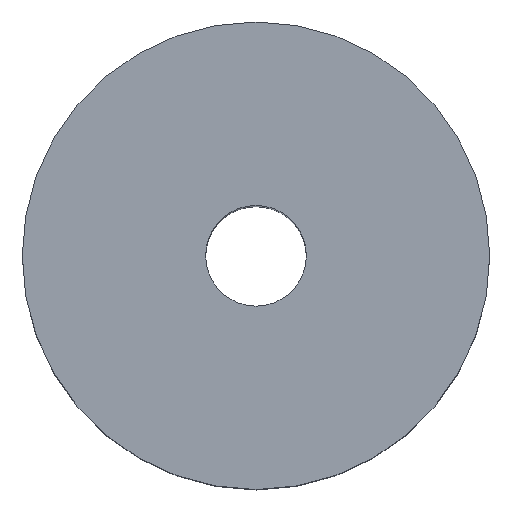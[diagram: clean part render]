
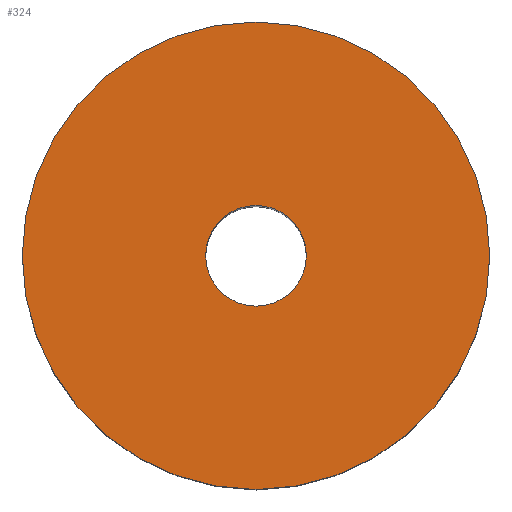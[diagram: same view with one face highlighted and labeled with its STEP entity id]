
A CAD part, top view. The second image highlights one B-rep face of the part: STEP entity #324.
In plain terms, the highlighted planar face has unit normal (0, 0, 1).
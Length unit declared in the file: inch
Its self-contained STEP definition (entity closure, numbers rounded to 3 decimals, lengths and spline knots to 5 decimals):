
#29=CARTESIAN_POINT('',(0.,0.,0.46925));
#30=DIRECTION('',(0.,0.,-1.));
#31=DIRECTION('',(0.,1.,0.));
#32=AXIS2_PLACEMENT_3D('',#29,#30,#31);
#34=CARTESIAN_POINT('',(0.,0.,0.46925));
#35=DIRECTION('',(0.,0.,1.));
#36=DIRECTION('',(0.,1.,0.));
#37=AXIS2_PLACEMENT_3D('',#34,#35,#36);
#39=CARTESIAN_POINT('',(0.,0.,0.46925));
#40=DIRECTION('',(0.,0.,1.));
#41=DIRECTION('',(0.,1.,0.));
#42=AXIS2_PLACEMENT_3D('',#39,#40,#41);
#52=CARTESIAN_POINT('',(0.,0.,0.46925));
#53=DIRECTION('',(0.,0.,-1.));
#54=DIRECTION('',(0.,1.,0.));
#55=AXIS2_PLACEMENT_3D('',#52,#53,#54);
#219=CARTESIAN_POINT('',(0.,0.21875,0.46925));
#221=VERTEX_POINT('',#219);
#223=CARTESIAN_POINT('',(0.,-0.21875,0.46925));
#225=VERTEX_POINT('',#223);
#227=CARTESIAN_POINT('',(0.,0.0471,0.46925));
#228=CARTESIAN_POINT('',(0.,-0.0471,0.46925));
#229=VERTEX_POINT('',#227);
#230=VERTEX_POINT('',#228);
#309=CARTESIAN_POINT('',(0.,0.,0.46925));
#310=DIRECTION('',(0.,0.,1.));
#311=DIRECTION('',(0.,-1.,0.));
#312=AXIS2_PLACEMENT_3D('',#309,#310,#311);
#313=PLANE('',#312);
#315=ORIENTED_EDGE('',*,*,#314,.F.);
#317=ORIENTED_EDGE('',*,*,#316,.T.);
#318=EDGE_LOOP('',(#315,#317));
#319=FACE_OUTER_BOUND('',#318,.F.);
#320=ORIENTED_EDGE('',*,*,#302,.F.);
#321=ORIENTED_EDGE('',*,*,#288,.T.);
#322=EDGE_LOOP('',(#320,#321));
#323=FACE_BOUND('',#322,.F.);
#324=ADVANCED_FACE('',(#319,#323),#313,.T.);
#33=CIRCLE('',#32,0.0471);
#38=CIRCLE('',#37,0.0471);
#43=CIRCLE('',#42,0.21875);
#56=CIRCLE('',#55,0.21875);
#288=EDGE_CURVE('',#229,#230,#38,.T.);
#302=EDGE_CURVE('',#229,#230,#33,.T.);
#314=EDGE_CURVE('',#221,#225,#43,.T.);
#316=EDGE_CURVE('',#221,#225,#56,.T.);
